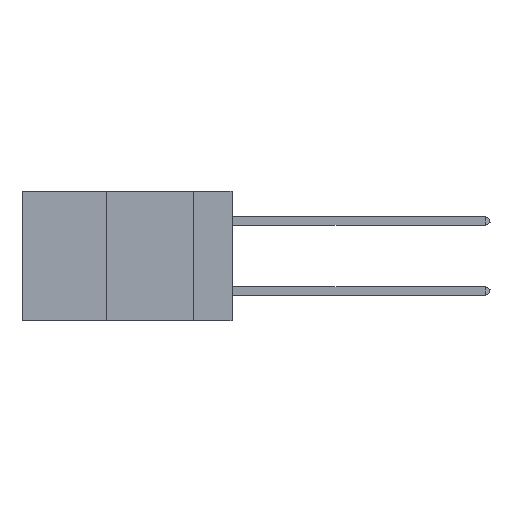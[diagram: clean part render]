
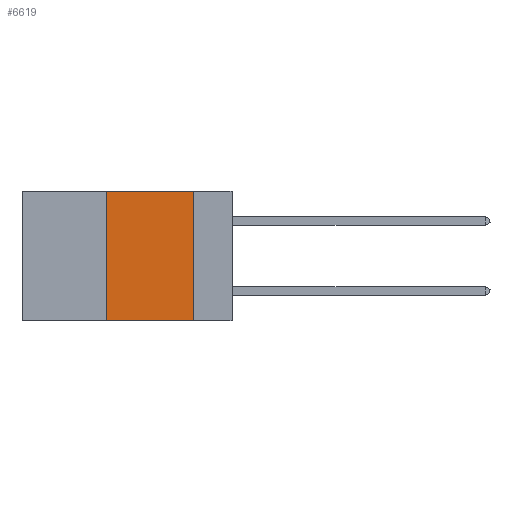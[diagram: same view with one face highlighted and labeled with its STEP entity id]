
A CAD part, left-side view. The second image highlights one B-rep face of the part: STEP entity #6619.
In plain terms, the highlighted planar face has unit normal (-1, 0, 0).
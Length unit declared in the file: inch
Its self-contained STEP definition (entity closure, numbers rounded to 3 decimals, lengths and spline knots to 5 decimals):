
#280 = ORIENTED_EDGE ( 'NONE', *, *, #8395, .F. ) ;
#396 = CARTESIAN_POINT ( 'NONE',  ( 0., 0.36, 0. ) ) ;
#666 = VECTOR ( 'NONE', #5519, 39.37008 ) ;
#844 = CARTESIAN_POINT ( 'NONE',  ( 0., 0.36, -0.37 ) ) ;
#975 = EDGE_CURVE ( 'NONE', #12083, #3364, #7553, .T. ) ;
#1955 = VECTOR ( 'NONE', #5977, 39.37008 ) ;
#2725 = CARTESIAN_POINT ( 'NONE',  ( 0., 0.11, -0.37 ) ) ;
#3077 = VECTOR ( 'NONE', #8082, 39.37008 ) ;
#3243 = VECTOR ( 'NONE', #15208, 39.37008 ) ;
#3364 = VERTEX_POINT ( 'NONE', #14954 ) ;
#4198 = ORIENTED_EDGE ( 'NONE', *, *, #975, .F. ) ;
#4605 = DIRECTION ( 'NONE',  ( 1., 0., 0. ) ) ;
#5519 = DIRECTION ( 'NONE',  ( 0., -1., 0. ) ) ;
#5537 = VERTEX_POINT ( 'NONE', #2725 ) ;
#5977 = DIRECTION ( 'NONE',  ( 0., -1., 0. ) ) ;
#6033 = VERTEX_POINT ( 'NONE', #844 ) ;
#6619 = ADVANCED_FACE ( 'NONE', ( #14766 ), #8649, .F. ) ;
#7553 = LINE ( 'NONE', #9284, #666 ) ;
#8082 = DIRECTION ( 'NONE',  ( 0., 0., -1. ) ) ;
#8152 = AXIS2_PLACEMENT_3D ( 'NONE', #12068, #4605, #11936 ) ;
#8395 = EDGE_CURVE ( 'NONE', #6033, #12083, #9528, .T. ) ;
#8649 = PLANE ( 'NONE',  #8152 ) ;
#9104 = LINE ( 'NONE', #9708, #1955 ) ;
#9284 = CARTESIAN_POINT ( 'NONE',  ( 0., 0.6, 0. ) ) ;
#9293 = CARTESIAN_POINT ( 'NONE',  ( 0., 0.36, 0. ) ) ;
#9351 = EDGE_CURVE ( 'NONE', #6033, #5537, #9104, .T. ) ;
#9528 = LINE ( 'NONE', #9293, #3243 ) ;
#9708 = CARTESIAN_POINT ( 'NONE',  ( 0., 0.6, -0.37 ) ) ;
#10469 = ORIENTED_EDGE ( 'NONE', *, *, #9351, .T. ) ;
#10569 = EDGE_LOOP ( 'NONE', ( #11269, #4198, #280, #10469 ) ) ;
#11269 = ORIENTED_EDGE ( 'NONE', *, *, #15775, .F. ) ;
#11936 = DIRECTION ( 'NONE',  ( 0., 0., -1. ) ) ;
#12068 = CARTESIAN_POINT ( 'NONE',  ( 0., 0.6, 0. ) ) ;
#12083 = VERTEX_POINT ( 'NONE', #396 ) ;
#14103 = CARTESIAN_POINT ( 'NONE',  ( 0., 0.11, 0. ) ) ;
#14766 = FACE_OUTER_BOUND ( 'NONE', #10569, .T. ) ;
#14954 = CARTESIAN_POINT ( 'NONE',  ( 0., 0.11, 0. ) ) ;
#15208 = DIRECTION ( 'NONE',  ( 0., 0., 1. ) ) ;
#15775 = EDGE_CURVE ( 'NONE', #3364, #5537, #15976, .T. ) ;
#15976 = LINE ( 'NONE', #14103, #3077 ) ;
